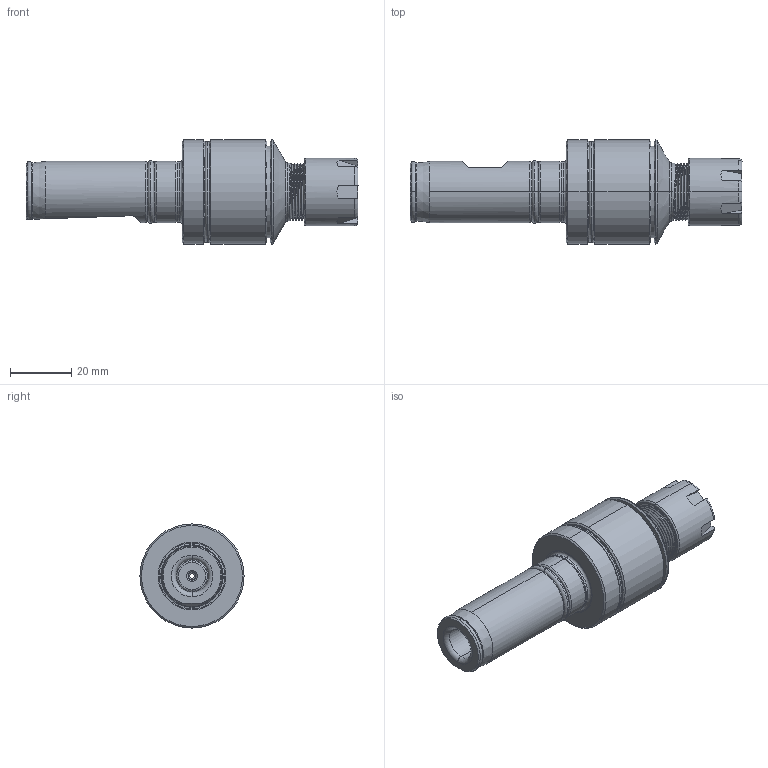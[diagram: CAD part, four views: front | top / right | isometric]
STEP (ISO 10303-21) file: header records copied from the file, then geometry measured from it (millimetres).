
FILE_DESCRIPTION (( 'STEP AP203' ), '1' );
FILE_NAME ('WS20-ER16B-58M.STEP', '2016-09-05T05:15:01', ( '' ), ( '' ), 'SwSTEP 2.0', 'SolidWorks 2012', '' );
FILE_SCHEMA (( 'CONFIG_CONTROL_DESIGN' ));
Length unit declared in the file: millimetre
Products named in the file (13): WS20-ER16B-58M; ER16(M19XP1)M«¬Á³´U(£p20); 直柄浮動型ER16(φ20)刀桿尾部; 盤型彈簧組合件; 綯伴(ER1620ノ); 盤型彈簧墊圈(φ5.2); O吏---16x20x2(繷场ノ); M5XP0.8螺絲; O型環---(M5XP0.8螺絲用); O吏---28x30x1(繷Ю场ノ); ﹚PIN(ER1620ノ); O吏---27x30x1.5(綯伴ノ)---舱ンノ; 直柄浮動型ER16(φ20)刀桿頭部
Assembly tree (23 placements, depth 3):
  WS20-ER16B-58M
    直柄浮動型ER16(φ20)刀桿頭部
    ﹚PIN(ER1620ノ)  x4
    O吏---28x30x1(繷Ю场ノ)  x2
    O吏---27x30x1.5(綯伴ノ)---舱ンノ
    O吏---16x20x2(繷场ノ)
    M5XP0.8螺絲
    O型環---(M5XP0.8螺絲用)
    盤型彈簧墊圈(φ5.2)  x4
    盤型彈簧組合件
      盤型彈簧墊圈(φ5.2)  x4
    綯伴(ER1620ノ)
    直柄浮動型ER16(φ20)刀桿尾部
    ER16(M19XP1)M«¬Á³´U(£p20)
Bounding box: 108.46 x 34 x 34 mm (x, y, z)
Volume: 41266.1 mm3; surface area: 28810.1 mm2
Topology: 22 solids, 22 shells, 559 faces, 1345 edges, 810 vertices
Faces by surface type: cylinder 211, cone 166, torus 90, plane 75, bspline 17
Entity records: 30061 total; most frequent: CARTESIAN_POINT 17759, ORIENTED_EDGE 2330, DIRECTION 2181, EDGE_CURVE 1165, AXIS2_PLACEMENT_3D 904, VERTEX_POINT 726, EDGE_LOOP 509, FACE_OUTER_BOUND 475
